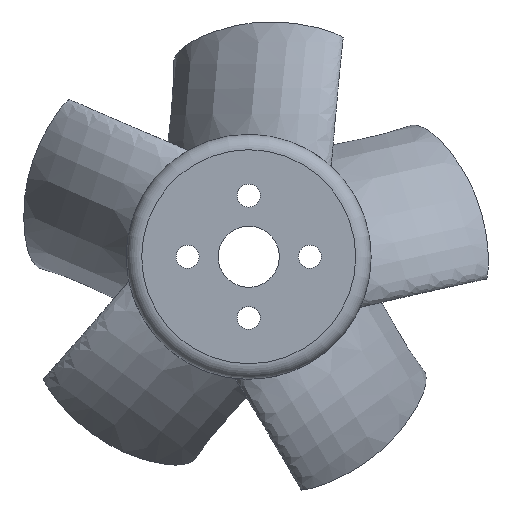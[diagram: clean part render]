
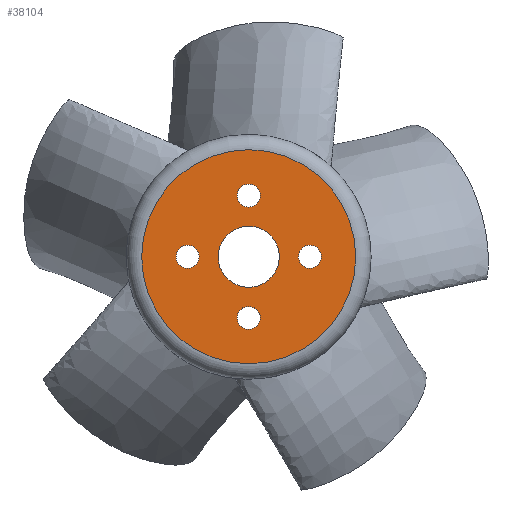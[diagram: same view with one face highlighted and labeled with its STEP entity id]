
A CAD part, top view. The second image highlights one B-rep face of the part: STEP entity #38104.
In plain terms, the highlighted planar face has unit normal (0, 0, 1).
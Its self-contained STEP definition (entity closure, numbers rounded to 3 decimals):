
#433 = CYLINDRICAL_SURFACE('',#434,1.5);
#434 = AXIS2_PLACEMENT_3D('',#435,#436,#437);
#435 = CARTESIAN_POINT('',(-8.,0.,17.));
#436 = DIRECTION('',(0.,0.,1.));
#437 = DIRECTION('',(0.,1.,0.));
#468 = CYLINDRICAL_SURFACE('',#469,4.);
#469 = AXIS2_PLACEMENT_3D('',#470,#471,#472);
#470 = CARTESIAN_POINT('',(0.,0.,17.));
#471 = DIRECTION('',(0.,0.,1.));
#472 = DIRECTION('',(1.,0.,0.));
#503 = CYLINDRICAL_SURFACE('',#504,1.5);
#504 = AXIS2_PLACEMENT_3D('',#505,#506,#507);
#505 = CARTESIAN_POINT('',(0.,-8.,17.));
#506 = DIRECTION('',(0.,0.,1.));
#507 = DIRECTION('',(-1.,0.,0.));
#538 = CYLINDRICAL_SURFACE('',#539,1.5);
#539 = AXIS2_PLACEMENT_3D('',#540,#541,#542);
#540 = CARTESIAN_POINT('',(0.,8.,17.));
#541 = DIRECTION('',(0.,0.,1.));
#542 = DIRECTION('',(1.,0.,0.));
#573 = CYLINDRICAL_SURFACE('',#574,1.5);
#574 = AXIS2_PLACEMENT_3D('',#575,#576,#577);
#575 = CARTESIAN_POINT('',(8.,0.,17.));
#576 = DIRECTION('',(0.,0.,1.));
#577 = DIRECTION('',(0.,-1.,0.));
#5545 = TOROIDAL_SURFACE('',#5546,14.,2.);
#5546 = AXIS2_PLACEMENT_3D('',#5547,#5548,#5549);
#5547 = CARTESIAN_POINT('',(0.,0.,15.));
#5548 = DIRECTION('',(0.,0.,1.));
#5549 = DIRECTION('',(-1.,-0.,-0.));
#26276 = EDGE_CURVE('',#26277,#26277,#26279,.T.);
#26277 = VERTEX_POINT('',#26278);
#26278 = CARTESIAN_POINT('',(-8.,1.5,17.));
#26279 = SURFACE_CURVE('',#26280,(#26285,#26292),.PCURVE_S1.);
#26280 = CIRCLE('',#26281,1.5);
#26281 = AXIS2_PLACEMENT_3D('',#26282,#26283,#26284);
#26282 = CARTESIAN_POINT('',(-8.,0.,17.));
#26283 = DIRECTION('',(0.,-0.,1.));
#26284 = DIRECTION('',(0.,1.,0.));
#26285 = PCURVE('',#433,#26286);
#26286 = DEFINITIONAL_REPRESENTATION('',(#26287),#26291);
#26287 = LINE('',#26288,#26289);
#26288 = CARTESIAN_POINT('',(0.,0.));
#26289 = VECTOR('',#26290,1.);
#26290 = DIRECTION('',(1.,0.));
#26291 = ( GEOMETRIC_REPRESENTATION_CONTEXT(2) 
PARAMETRIC_REPRESENTATION_CONTEXT() REPRESENTATION_CONTEXT('2D SPACE',''
  ) );
#26292 = PCURVE('',#26293,#26298);
#26293 = PLANE('',#26294);
#26294 = AXIS2_PLACEMENT_3D('',#26295,#26296,#26297);
#26295 = CARTESIAN_POINT('',(-14.,0.,17.));
#26296 = DIRECTION('',(0.,0.,-1.));
#26297 = DIRECTION('',(-1.,0.,0.));
#26298 = DEFINITIONAL_REPRESENTATION('',(#26299),#26307);
#26299 = ( BOUNDED_CURVE() B_SPLINE_CURVE(2,(#26300,#26301,#26302,#26303
    ,#26304,#26305,#26306),.UNSPECIFIED.,.F.,.F.) 
B_SPLINE_CURVE_WITH_KNOTS((1,2,2,2,2,1),(-2.094,0.,
    2.094,4.189,6.283,8.378),
.UNSPECIFIED.) CURVE() GEOMETRIC_REPRESENTATION_ITEM() 
RATIONAL_B_SPLINE_CURVE((1.,0.5,1.,0.5,1.,0.5,1.)) REPRESENTATION_ITEM(
  '') );
#26300 = CARTESIAN_POINT('',(-6.,1.5));
#26301 = CARTESIAN_POINT('',(-3.402,1.5));
#26302 = CARTESIAN_POINT('',(-4.701,-0.75));
#26303 = CARTESIAN_POINT('',(-6.,-3.));
#26304 = CARTESIAN_POINT('',(-7.299,-0.75));
#26305 = CARTESIAN_POINT('',(-8.598,1.5));
#26306 = CARTESIAN_POINT('',(-6.,1.5));
#26307 = ( GEOMETRIC_REPRESENTATION_CONTEXT(2) 
PARAMETRIC_REPRESENTATION_CONTEXT() REPRESENTATION_CONTEXT('2D SPACE',''
  ) );
#26335 = EDGE_CURVE('',#26336,#26336,#26338,.T.);
#26336 = VERTEX_POINT('',#26337);
#26337 = CARTESIAN_POINT('',(4.,0.,17.));
#26338 = SURFACE_CURVE('',#26339,(#26344,#26351),.PCURVE_S1.);
#26339 = CIRCLE('',#26340,4.);
#26340 = AXIS2_PLACEMENT_3D('',#26341,#26342,#26343);
#26341 = CARTESIAN_POINT('',(0.,0.,17.));
#26342 = DIRECTION('',(0.,0.,1.));
#26343 = DIRECTION('',(1.,0.,0.));
#26344 = PCURVE('',#468,#26345);
#26345 = DEFINITIONAL_REPRESENTATION('',(#26346),#26350);
#26346 = LINE('',#26347,#26348);
#26347 = CARTESIAN_POINT('',(0.,0.));
#26348 = VECTOR('',#26349,1.);
#26349 = DIRECTION('',(1.,0.));
#26350 = ( GEOMETRIC_REPRESENTATION_CONTEXT(2) 
PARAMETRIC_REPRESENTATION_CONTEXT() REPRESENTATION_CONTEXT('2D SPACE',''
  ) );
#26351 = PCURVE('',#26293,#26352);
#26352 = DEFINITIONAL_REPRESENTATION('',(#26353),#26361);
#26353 = ( BOUNDED_CURVE() B_SPLINE_CURVE(2,(#26354,#26355,#26356,#26357
    ,#26358,#26359,#26360),.UNSPECIFIED.,.T.,.F.) 
B_SPLINE_CURVE_WITH_KNOTS((1,2,2,2,2,1),(-2.094,0.,
    2.094,4.189,6.283,8.378),
.UNSPECIFIED.) CURVE() GEOMETRIC_REPRESENTATION_ITEM() 
RATIONAL_B_SPLINE_CURVE((1.,0.5,1.,0.5,1.,0.5,1.)) REPRESENTATION_ITEM(
  '') );
#26354 = CARTESIAN_POINT('',(-18.,0.));
#26355 = CARTESIAN_POINT('',(-18.,6.928));
#26356 = CARTESIAN_POINT('',(-12.,3.464));
#26357 = CARTESIAN_POINT('',(-6.,0.));
#26358 = CARTESIAN_POINT('',(-12.,-3.464));
#26359 = CARTESIAN_POINT('',(-18.,-6.928));
#26360 = CARTESIAN_POINT('',(-18.,0.));
#26361 = ( GEOMETRIC_REPRESENTATION_CONTEXT(2) 
PARAMETRIC_REPRESENTATION_CONTEXT() REPRESENTATION_CONTEXT('2D SPACE',''
  ) );
#26389 = EDGE_CURVE('',#26390,#26390,#26392,.T.);
#26390 = VERTEX_POINT('',#26391);
#26391 = CARTESIAN_POINT('',(-1.5,-8.,17.));
#26392 = SURFACE_CURVE('',#26393,(#26398,#26405),.PCURVE_S1.);
#26393 = CIRCLE('',#26394,1.5);
#26394 = AXIS2_PLACEMENT_3D('',#26395,#26396,#26397);
#26395 = CARTESIAN_POINT('',(0.,-8.,17.));
#26396 = DIRECTION('',(0.,0.,1.));
#26397 = DIRECTION('',(-1.,0.,0.));
#26398 = PCURVE('',#503,#26399);
#26399 = DEFINITIONAL_REPRESENTATION('',(#26400),#26404);
#26400 = LINE('',#26401,#26402);
#26401 = CARTESIAN_POINT('',(0.,0.));
#26402 = VECTOR('',#26403,1.);
#26403 = DIRECTION('',(1.,0.));
#26404 = ( GEOMETRIC_REPRESENTATION_CONTEXT(2) 
PARAMETRIC_REPRESENTATION_CONTEXT() REPRESENTATION_CONTEXT('2D SPACE',''
  ) );
#26405 = PCURVE('',#26293,#26406);
#26406 = DEFINITIONAL_REPRESENTATION('',(#26407),#26415);
#26407 = ( BOUNDED_CURVE() B_SPLINE_CURVE(2,(#26408,#26409,#26410,#26411
    ,#26412,#26413,#26414),.UNSPECIFIED.,.F.,.F.) 
B_SPLINE_CURVE_WITH_KNOTS((1,2,2,2,2,1),(-2.094,0.,
    2.094,4.189,6.283,8.378),
.UNSPECIFIED.) CURVE() GEOMETRIC_REPRESENTATION_ITEM() 
RATIONAL_B_SPLINE_CURVE((1.,0.5,1.,0.5,1.,0.5,1.)) REPRESENTATION_ITEM(
  '') );
#26408 = CARTESIAN_POINT('',(-12.5,-8.));
#26409 = CARTESIAN_POINT('',(-12.5,-10.598));
#26410 = CARTESIAN_POINT('',(-14.75,-9.299));
#26411 = CARTESIAN_POINT('',(-17.,-8.));
#26412 = CARTESIAN_POINT('',(-14.75,-6.701));
#26413 = CARTESIAN_POINT('',(-12.5,-5.402));
#26414 = CARTESIAN_POINT('',(-12.5,-8.));
#26415 = ( GEOMETRIC_REPRESENTATION_CONTEXT(2) 
PARAMETRIC_REPRESENTATION_CONTEXT() REPRESENTATION_CONTEXT('2D SPACE',''
  ) );
#26443 = EDGE_CURVE('',#26444,#26444,#26446,.T.);
#26444 = VERTEX_POINT('',#26445);
#26445 = CARTESIAN_POINT('',(1.5,8.,17.));
#26446 = SURFACE_CURVE('',#26447,(#26452,#26459),.PCURVE_S1.);
#26447 = CIRCLE('',#26448,1.5);
#26448 = AXIS2_PLACEMENT_3D('',#26449,#26450,#26451);
#26449 = CARTESIAN_POINT('',(0.,8.,17.));
#26450 = DIRECTION('',(0.,0.,1.));
#26451 = DIRECTION('',(1.,0.,0.));
#26452 = PCURVE('',#538,#26453);
#26453 = DEFINITIONAL_REPRESENTATION('',(#26454),#26458);
#26454 = LINE('',#26455,#26456);
#26455 = CARTESIAN_POINT('',(0.,0.));
#26456 = VECTOR('',#26457,1.);
#26457 = DIRECTION('',(1.,0.));
#26458 = ( GEOMETRIC_REPRESENTATION_CONTEXT(2) 
PARAMETRIC_REPRESENTATION_CONTEXT() REPRESENTATION_CONTEXT('2D SPACE',''
  ) );
#26459 = PCURVE('',#26293,#26460);
#26460 = DEFINITIONAL_REPRESENTATION('',(#26461),#26469);
#26461 = ( BOUNDED_CURVE() B_SPLINE_CURVE(2,(#26462,#26463,#26464,#26465
    ,#26466,#26467,#26468),.UNSPECIFIED.,.T.,.F.) 
B_SPLINE_CURVE_WITH_KNOTS((1,2,2,2,2,1),(-2.094,0.,
    2.094,4.189,6.283,8.378),
.UNSPECIFIED.) CURVE() GEOMETRIC_REPRESENTATION_ITEM() 
RATIONAL_B_SPLINE_CURVE((1.,0.5,1.,0.5,1.,0.5,1.)) REPRESENTATION_ITEM(
  '') );
#26462 = CARTESIAN_POINT('',(-15.5,8.));
#26463 = CARTESIAN_POINT('',(-15.5,10.598));
#26464 = CARTESIAN_POINT('',(-13.25,9.299));
#26465 = CARTESIAN_POINT('',(-11.,8.));
#26466 = CARTESIAN_POINT('',(-13.25,6.701));
#26467 = CARTESIAN_POINT('',(-15.5,5.402));
#26468 = CARTESIAN_POINT('',(-15.5,8.));
#26469 = ( GEOMETRIC_REPRESENTATION_CONTEXT(2) 
PARAMETRIC_REPRESENTATION_CONTEXT() REPRESENTATION_CONTEXT('2D SPACE',''
  ) );
#26497 = EDGE_CURVE('',#26498,#26498,#26500,.T.);
#26498 = VERTEX_POINT('',#26499);
#26499 = CARTESIAN_POINT('',(8.,-1.5,17.));
#26500 = SURFACE_CURVE('',#26501,(#26506,#26513),.PCURVE_S1.);
#26501 = CIRCLE('',#26502,1.5);
#26502 = AXIS2_PLACEMENT_3D('',#26503,#26504,#26505);
#26503 = CARTESIAN_POINT('',(8.,0.,17.));
#26504 = DIRECTION('',(0.,0.,1.));
#26505 = DIRECTION('',(0.,-1.,0.));
#26506 = PCURVE('',#573,#26507);
#26507 = DEFINITIONAL_REPRESENTATION('',(#26508),#26512);
#26508 = LINE('',#26509,#26510);
#26509 = CARTESIAN_POINT('',(0.,0.));
#26510 = VECTOR('',#26511,1.);
#26511 = DIRECTION('',(1.,0.));
#26512 = ( GEOMETRIC_REPRESENTATION_CONTEXT(2) 
PARAMETRIC_REPRESENTATION_CONTEXT() REPRESENTATION_CONTEXT('2D SPACE',''
  ) );
#26513 = PCURVE('',#26293,#26514);
#26514 = DEFINITIONAL_REPRESENTATION('',(#26515),#26523);
#26515 = ( BOUNDED_CURVE() B_SPLINE_CURVE(2,(#26516,#26517,#26518,#26519
    ,#26520,#26521,#26522),.UNSPECIFIED.,.T.,.F.) 
B_SPLINE_CURVE_WITH_KNOTS((1,2,2,2,2,1),(-2.094,0.,
    2.094,4.189,6.283,8.378),
.UNSPECIFIED.) CURVE() GEOMETRIC_REPRESENTATION_ITEM() 
RATIONAL_B_SPLINE_CURVE((1.,0.5,1.,0.5,1.,0.5,1.)) REPRESENTATION_ITEM(
  '') );
#26516 = CARTESIAN_POINT('',(-22.,-1.5));
#26517 = CARTESIAN_POINT('',(-24.598,-1.5));
#26518 = CARTESIAN_POINT('',(-23.299,0.75));
#26519 = CARTESIAN_POINT('',(-22.,3.));
#26520 = CARTESIAN_POINT('',(-20.701,0.75));
#26521 = CARTESIAN_POINT('',(-19.402,-1.5));
#26522 = CARTESIAN_POINT('',(-22.,-1.5));
#26523 = ( GEOMETRIC_REPRESENTATION_CONTEXT(2) 
PARAMETRIC_REPRESENTATION_CONTEXT() REPRESENTATION_CONTEXT('2D SPACE',''
  ) );
#38059 = VERTEX_POINT('',#38060);
#38060 = CARTESIAN_POINT('',(-14.,0.,17.));
#38082 = EDGE_CURVE('',#38059,#38059,#38083,.T.);
#38083 = SURFACE_CURVE('',#38084,(#38089,#38096),.PCURVE_S1.);
#38084 = CIRCLE('',#38085,14.);
#38085 = AXIS2_PLACEMENT_3D('',#38086,#38087,#38088);
#38086 = CARTESIAN_POINT('',(0.,0.,17.));
#38087 = DIRECTION('',(0.,0.,-1.));
#38088 = DIRECTION('',(-1.,-0.,-0.));
#38089 = PCURVE('',#5545,#38090);
#38090 = DEFINITIONAL_REPRESENTATION('',(#38091),#38095);
#38091 = LINE('',#38092,#38093);
#38092 = CARTESIAN_POINT('',(-0.,1.571));
#38093 = VECTOR('',#38094,1.);
#38094 = DIRECTION('',(-1.,0.));
#38095 = ( GEOMETRIC_REPRESENTATION_CONTEXT(2) 
PARAMETRIC_REPRESENTATION_CONTEXT() REPRESENTATION_CONTEXT('2D SPACE',''
  ) );
#38096 = PCURVE('',#26293,#38097);
#38097 = DEFINITIONAL_REPRESENTATION('',(#38098),#38102);
#38098 = CIRCLE('',#38099,14.);
#38099 = AXIS2_PLACEMENT_2D('',#38100,#38101);
#38100 = CARTESIAN_POINT('',(-14.,0.));
#38101 = DIRECTION('',(1.,-0.));
#38102 = ( GEOMETRIC_REPRESENTATION_CONTEXT(2) 
PARAMETRIC_REPRESENTATION_CONTEXT() REPRESENTATION_CONTEXT('2D SPACE',''
  ) );
#38104 = ADVANCED_FACE('',(#38105,#38108,#38111,#38114,#38117,#38120),
  #26293,.F.);
#38105 = FACE_BOUND('',#38106,.T.);
#38106 = EDGE_LOOP('',(#38107));
#38107 = ORIENTED_EDGE('',*,*,#38082,.F.);
#38108 = FACE_BOUND('',#38109,.T.);
#38109 = EDGE_LOOP('',(#38110));
#38110 = ORIENTED_EDGE('',*,*,#26497,.F.);
#38111 = FACE_BOUND('',#38112,.T.);
#38112 = EDGE_LOOP('',(#38113));
#38113 = ORIENTED_EDGE('',*,*,#26335,.F.);
#38114 = FACE_BOUND('',#38115,.T.);
#38115 = EDGE_LOOP('',(#38116));
#38116 = ORIENTED_EDGE('',*,*,#26389,.F.);
#38117 = FACE_BOUND('',#38118,.T.);
#38118 = EDGE_LOOP('',(#38119));
#38119 = ORIENTED_EDGE('',*,*,#26443,.F.);
#38120 = FACE_BOUND('',#38121,.T.);
#38121 = EDGE_LOOP('',(#38122));
#38122 = ORIENTED_EDGE('',*,*,#26276,.F.);
